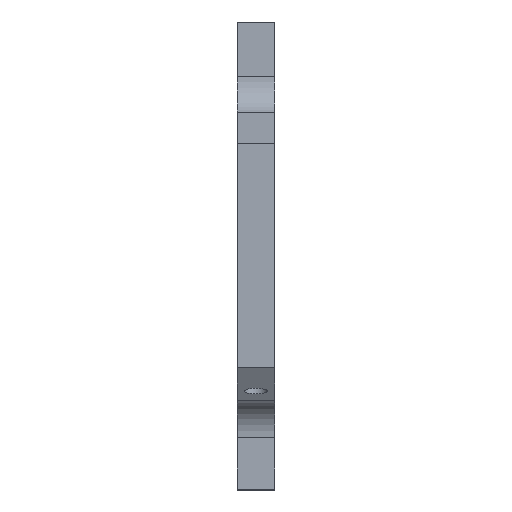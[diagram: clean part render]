
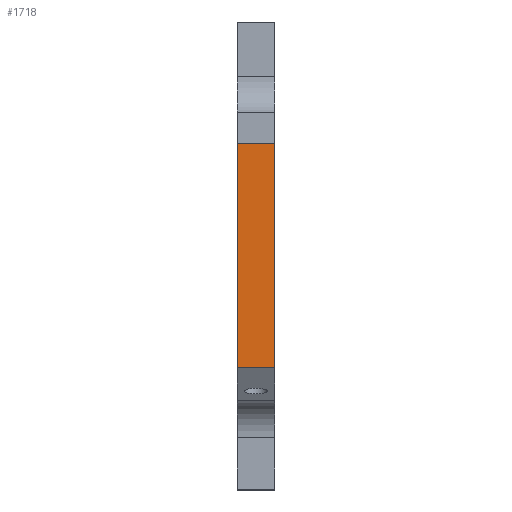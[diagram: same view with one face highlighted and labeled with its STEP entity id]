
A CAD part, top view. The second image highlights one B-rep face of the part: STEP entity #1718.
In plain terms, the highlighted planar face has unit normal (0, 0, 1).
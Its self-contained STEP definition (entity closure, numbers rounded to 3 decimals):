
#44=LINE('',#2631,#152);
#49=LINE('',#2646,#157);
#82=LINE('',#2822,#190);
#123=LINE('',#2988,#231);
#152=VECTOR('',#2074,10.);
#157=VECTOR('',#2087,10.);
#190=VECTOR('',#2288,10.);
#231=VECTOR('',#2487,10.);
#463=FACE_OUTER_BOUND('',#615,.T.);
#615=EDGE_LOOP('',(#1516,#1517,#1518,#1519));
#793=VERTEX_POINT('',#2628);
#794=VERTEX_POINT('',#2630);
#799=VERTEX_POINT('',#2643);
#800=VERTEX_POINT('',#2645);
#955=EDGE_CURVE('',#794,#793,#44,.T.);
#962=EDGE_CURVE('',#800,#799,#49,.T.);
#1044=EDGE_CURVE('',#799,#794,#82,.T.);
#1124=EDGE_CURVE('',#793,#800,#123,.T.);
#1516=ORIENTED_EDGE('',*,*,#955,.T.);
#1517=ORIENTED_EDGE('',*,*,#1124,.T.);
#1518=ORIENTED_EDGE('',*,*,#962,.T.);
#1519=ORIENTED_EDGE('',*,*,#1044,.T.);
#1620=PLANE('',#1956);
#1718=ADVANCED_FACE('',(#463),#1620,.T.);
#1956=AXIS2_PLACEMENT_3D('',#2987,#2485,#2486);
#2074=DIRECTION('',(-1.,0.,0.));
#2087=DIRECTION('',(1.,0.,0.));
#2288=DIRECTION('',(0.,1.,0.));
#2485=DIRECTION('center_axis',(0.,0.,1.));
#2486=DIRECTION('ref_axis',(1.,0.,0.));
#2487=DIRECTION('',(0.,-1.,0.));
#2628=CARTESIAN_POINT('',(0.,139.,340.));
#2630=CARTESIAN_POINT('',(20.,139.,340.));
#2631=CARTESIAN_POINT('',(15.,139.,340.));
#2643=CARTESIAN_POINT('',(20.,21.,340.));
#2645=CARTESIAN_POINT('',(0.,21.,340.));
#2646=CARTESIAN_POINT('',(15.,21.,340.));
#2822=CARTESIAN_POINT('',(20.,0.,340.));
#2987=CARTESIAN_POINT('Origin',(10.,80.,340.));
#2988=CARTESIAN_POINT('',(0.,160.,340.));
